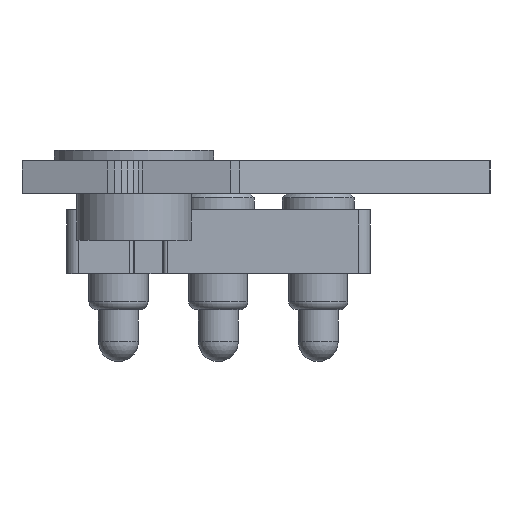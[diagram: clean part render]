
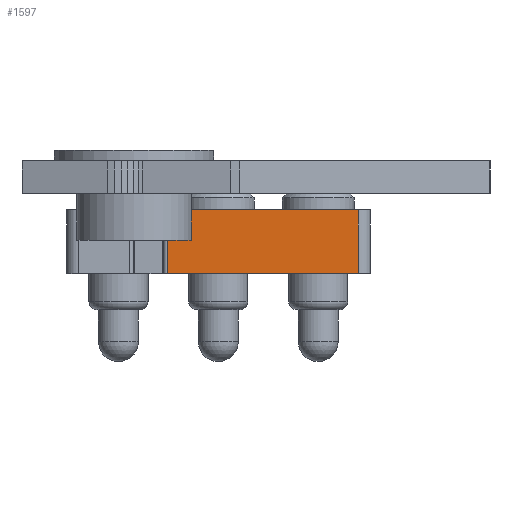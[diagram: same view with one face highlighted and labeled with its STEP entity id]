
A CAD part, left-side view. The second image highlights one B-rep face of the part: STEP entity #1597.
In plain terms, the highlighted face is planar.
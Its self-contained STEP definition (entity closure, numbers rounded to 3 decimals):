
#224=FACE_OUTER_BOUND('',#319,.T.);
#319=EDGE_LOOP('',(#1316,#1317,#1318,#1319));
#475=LINE('',#2572,#641);
#496=LINE('',#2638,#662);
#497=LINE('',#2640,#663);
#498=LINE('',#2641,#664);
#641=VECTOR('',#2061,1.);
#662=VECTOR('',#2116,1.);
#663=VECTOR('',#2117,1.);
#664=VECTOR('',#2118,1.);
#780=VERTEX_POINT('',#2569);
#781=VERTEX_POINT('',#2571);
#809=VERTEX_POINT('',#2637);
#810=VERTEX_POINT('',#2639);
#958=EDGE_CURVE('',#781,#780,#475,.T.);
#991=EDGE_CURVE('',#809,#781,#496,.T.);
#992=EDGE_CURVE('',#780,#810,#497,.T.);
#993=EDGE_CURVE('',#810,#809,#498,.T.);
#1316=ORIENTED_EDGE('',*,*,#991,.T.);
#1317=ORIENTED_EDGE('',*,*,#958,.T.);
#1318=ORIENTED_EDGE('',*,*,#992,.T.);
#1319=ORIENTED_EDGE('',*,*,#993,.T.);
#1532=PLANE('',#1760);
#1597=ADVANCED_FACE('',(#224),#1532,.T.);
#1760=AXIS2_PLACEMENT_3D('',#2636,#2114,#2115);
#2061=DIRECTION('',(-1.,0.,0.));
#2114=DIRECTION('center_axis',(0.,1.,0.));
#2115=DIRECTION('ref_axis',(0.,0.,1.));
#2116=DIRECTION('',(0.,0.,-1.));
#2117=DIRECTION('',(0.,0.,1.));
#2118=DIRECTION('',(1.,0.,0.));
#2569=CARTESIAN_POINT('',(-1.281,1.25,0.));
#2571=CARTESIAN_POINT('',(3.5,1.25,0.));
#2572=CARTESIAN_POINT('',(0.,1.25,0.));
#2636=CARTESIAN_POINT('Origin',(3.5,1.25,0.));
#2637=CARTESIAN_POINT('',(3.5,1.25,1.6));
#2638=CARTESIAN_POINT('',(3.5,1.25,0.));
#2639=CARTESIAN_POINT('',(-1.281,1.25,1.6));
#2640=CARTESIAN_POINT('',(-1.281,1.25,0.));
#2641=CARTESIAN_POINT('',(3.5,1.25,1.6));
